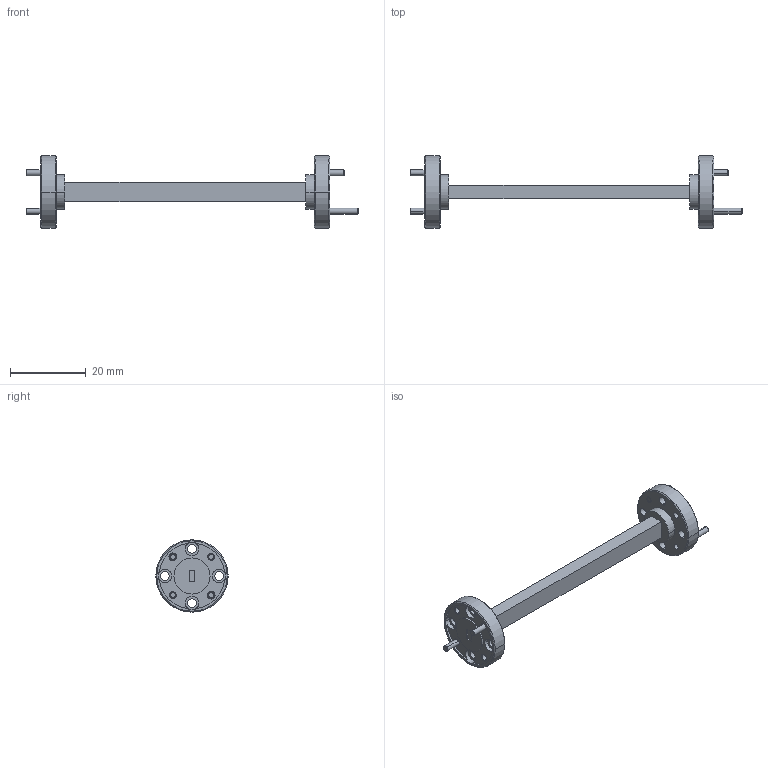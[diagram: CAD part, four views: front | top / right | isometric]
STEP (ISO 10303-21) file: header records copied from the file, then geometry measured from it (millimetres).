
FILE_DESCRIPTION (( 'STEP AP214' ), '1' );
FILE_NAME ('WG-FE-A-L, 3 inch, Rev 1.0.STEP', '2023-10-11T23:13:16', ( '' ), ( '' ), 'SwSTEP 2.0', 'SolidWorks 2021', '' );
FILE_SCHEMA (( 'AUTOMOTIVE_DESIGN' ));
Length unit declared in the file: inch
Products named in the file (1): WG-FE-A-L, 3 inch, Rev 1.0
Bounding box: 87.5 x 19.05 x 19.05 mm (x, y, z)
Volume: 3446.4 mm3; surface area: 3332.8 mm2
Topology: 5 solids, 5 shells, 156 faces, 368 edges, 232 vertices
Faces by surface type: cylinder 76, cone 40, plane 40
Entity records: 6690 total; most frequent: DIRECTION 890, CARTESIAN_POINT 757, ORIENTED_EDGE 736, EDGE_CURVE 368, AXIS2_PLACEMENT_3D 365, VERTEX_POINT 232, CIRCLE 208, EDGE_LOOP 198
